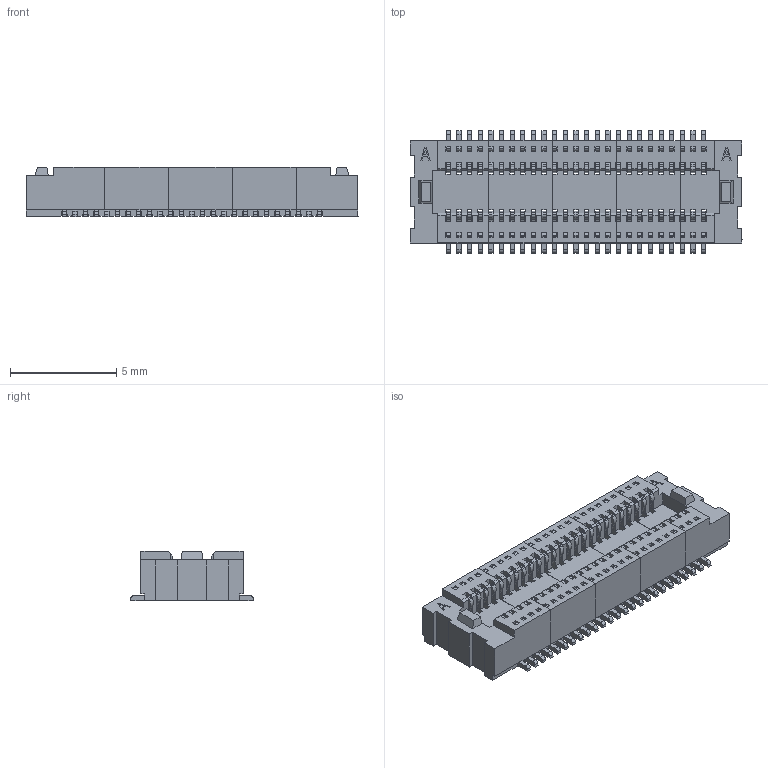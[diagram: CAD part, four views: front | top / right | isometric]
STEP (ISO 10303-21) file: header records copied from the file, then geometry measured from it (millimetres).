
FILE_DESCRIPTION((''),'2;1');
FILE_NAME('ASM0001_ASM','2024-03-05T',('工程三'),(''),'PRO/ENGINEER BY PARAMETRIC TECHNOLOGY CORPORATION, 2010280','PRO/ENGINEER BY PARAMETRIC TECHNOLOGY CORPORATION, 2010280','');
FILE_SCHEMA(('CONFIG_CONTROL_DESIGN'));
Products named in the file (1): ASM0001_ASM
Bounding box: 15.6 x 5.76 x 2.31 mm (x, y, z)
Surface area: 751 mm2 (no closed solid volume)
Topology: 0 solids, 5 shells, 2806 faces, 9652 edges, 6484 vertices
Faces by surface type: plane 1606, cylinder 1200
Entity records: 106554 total; most frequent: CARTESIAN_POINT 19946, ORIENTED_EDGE 19204, DIRECTION 17826, EDGE_CURVE 9652, VECTOR 6622, LINE 6622, VERTEX_POINT 6484, AXIS2_PLACEMENT_3D 5602
